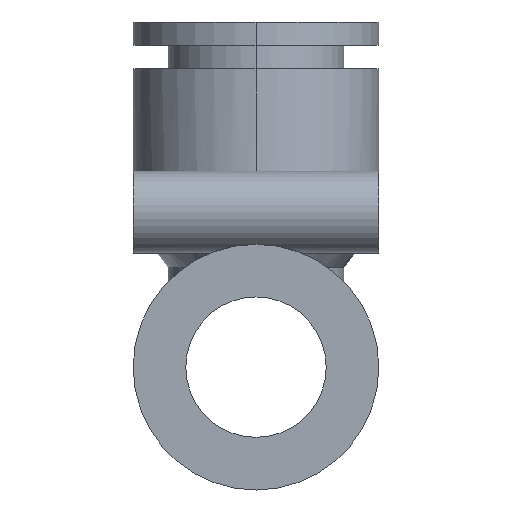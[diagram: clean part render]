
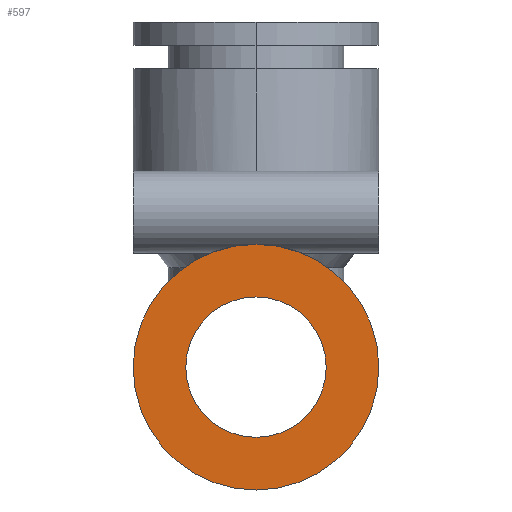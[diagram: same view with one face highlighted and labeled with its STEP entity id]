
A CAD part, left-side view. The second image highlights one B-rep face of the part: STEP entity #597.
In plain terms, the highlighted planar face has unit normal (-1, 0, 0).
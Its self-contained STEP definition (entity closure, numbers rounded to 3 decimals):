
#24 = FACE_OUTER_BOUND ( 'NONE', #434, .T. ) ;
#26 = AXIS2_PLACEMENT_3D ( 'NONE', #1322, #1183, #2089 ) ;
#61 = ORIENTED_EDGE ( 'NONE', *, *, #1347, .T. ) ;
#185 = EDGE_CURVE ( 'NONE', #1103, #1786, #2101, .T. ) ;
#294 = CIRCLE ( 'NONE', #1722, 10.5 ) ;
#299 = DIRECTION ( 'NONE',  ( 1., 0., 0. ) ) ;
#307 = DIRECTION ( 'NONE',  ( 0., 0., 1. ) ) ;
#434 = EDGE_LOOP ( 'NONE', ( #698, #61 ) ) ;
#479 = AXIS2_PLACEMENT_3D ( 'NONE', #1372, #2291, #664 ) ;
#571 = VERTEX_POINT ( 'NONE', #2163 ) ;
#591 = AXIS2_PLACEMENT_3D ( 'NONE', #2043, #1681, #2238 ) ;
#597 = ADVANCED_FACE ( 'NONE', ( #1627, #24 ), #1108, .F. ) ;
#664 = DIRECTION ( 'NONE',  ( 0., 0., 1. ) ) ;
#698 = ORIENTED_EDGE ( 'NONE', *, *, #185, .T. ) ;
#848 = CARTESIAN_POINT ( 'NONE',  ( -30., 0., -10.5 ) ) ;
#851 = CIRCLE ( 'NONE', #479, 6. ) ;
#888 = AXIS2_PLACEMENT_3D ( 'NONE', #2084, #299, #1889 ) ;
#899 = EDGE_CURVE ( 'NONE', #1152, #571, #851, .T. ) ;
#1103 = VERTEX_POINT ( 'NONE', #1160 ) ;
#1108 = PLANE ( 'NONE',  #888 ) ;
#1144 = EDGE_CURVE ( 'NONE', #571, #1152, #2068, .T. ) ;
#1152 = VERTEX_POINT ( 'NONE', #1697 ) ;
#1159 = EDGE_LOOP ( 'NONE', ( #1969, #1272 ) ) ;
#1160 = CARTESIAN_POINT ( 'NONE',  ( -30., 0., 10.5 ) ) ;
#1183 = DIRECTION ( 'NONE',  ( -1., 0., 0. ) ) ;
#1213 = CARTESIAN_POINT ( 'NONE',  ( -30., 0., 0. ) ) ;
#1272 = ORIENTED_EDGE ( 'NONE', *, *, #1144, .F. ) ;
#1322 = CARTESIAN_POINT ( 'NONE',  ( -30., 0., 0. ) ) ;
#1347 = EDGE_CURVE ( 'NONE', #1786, #1103, #294, .T. ) ;
#1372 = CARTESIAN_POINT ( 'NONE',  ( -30., 0., 0. ) ) ;
#1627 = FACE_BOUND ( 'NONE', #1159, .T. ) ;
#1681 = DIRECTION ( 'NONE',  ( -1., 0., 0. ) ) ;
#1697 = CARTESIAN_POINT ( 'NONE',  ( -30., 0., 6. ) ) ;
#1722 = AXIS2_PLACEMENT_3D ( 'NONE', #1213, #1928, #307 ) ;
#1786 = VERTEX_POINT ( 'NONE', #848 ) ;
#1889 = DIRECTION ( 'NONE',  ( 0., 0., -1. ) ) ;
#1928 = DIRECTION ( 'NONE',  ( -1., 0., 0. ) ) ;
#1969 = ORIENTED_EDGE ( 'NONE', *, *, #899, .F. ) ;
#2043 = CARTESIAN_POINT ( 'NONE',  ( -30., 0., 0. ) ) ;
#2068 = CIRCLE ( 'NONE', #26, 6. ) ;
#2084 = CARTESIAN_POINT ( 'NONE',  ( -30., 10.5, 0. ) ) ;
#2089 = DIRECTION ( 'NONE',  ( 0., 0., 1. ) ) ;
#2101 = CIRCLE ( 'NONE', #591, 10.5 ) ;
#2163 = CARTESIAN_POINT ( 'NONE',  ( -30., 0., -6. ) ) ;
#2238 = DIRECTION ( 'NONE',  ( 0., 0., 1. ) ) ;
#2291 = DIRECTION ( 'NONE',  ( -1., 0., 0. ) ) ;
